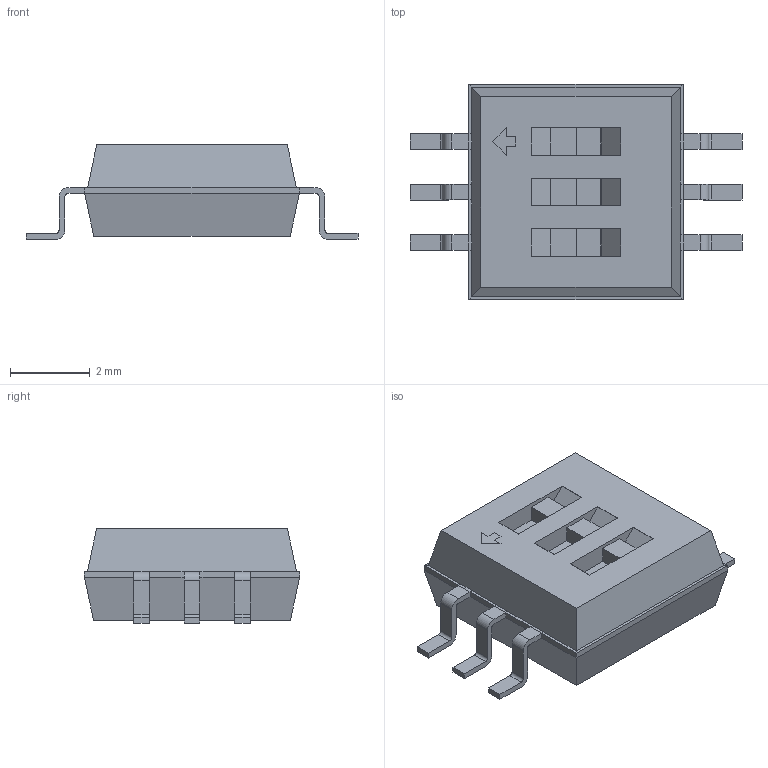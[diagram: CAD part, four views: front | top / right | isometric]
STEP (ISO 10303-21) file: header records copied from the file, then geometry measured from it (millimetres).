
FILE_DESCRIPTION(/* description */ ('model of SW_DIP_SPSTx03_Slide_KingTek_DSHP03TS_W7.62mm_P1.27mm'),/* implementation_level */ '2;1');
FILE_NAME(/* name */ 'SW_DIP_SPSTx03_Slide_KingTek_DSHP03TS_W7.62mm_P1.27mm.step',/* time_stamp */ '2018-12-27T15:13:57',/* author */ ('Terje Io','https://github.com/terjeio'),/* organization */ ('FreeCAD'),/* preprocessor_version */ 'OCC',/* originating_system */ 'kicad StepUp',/* authorisation */ '');
FILE_SCHEMA(('AUTOMOTIVE_DESIGN { 1 0 10303 214 1 1 1 1 }'));
Length unit declared in the file: millimetre
Products named in the file (1): SW_DIP_SPSTx03_Slide_KingTek_DSHP03TS_W762mm_P127mm
Bounding box: 8.35 x 5.41 x 2.38 mm (x, y, z)
Volume: 59.9 mm3; surface area: 120.1 mm2
Topology: 1 solids, 1 shells, 148 faces, 385 edges, 243 vertices
Faces by surface type: plane 100, bspline 24, cylinder 24
Entity records: 2913 total; most frequent: ORIENTED_EDGE 623, EDGE_CURVE 385, CARTESIAN_POINT 359, LINE 267, VERTEX_POINT 243, AXIS2_PLACEMENT_3D 152, FACE_BOUND 152, EDGE_LOOP 152
